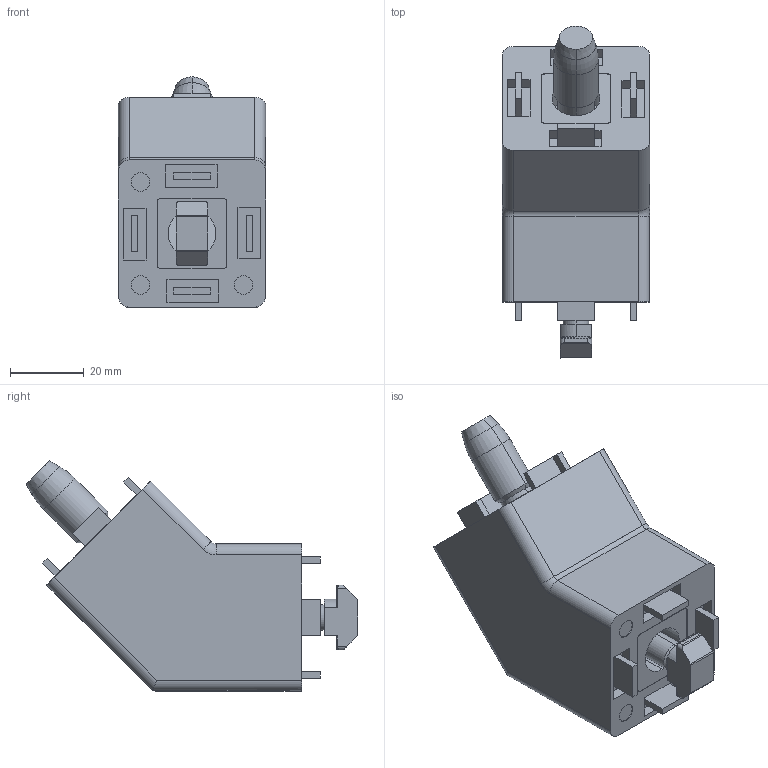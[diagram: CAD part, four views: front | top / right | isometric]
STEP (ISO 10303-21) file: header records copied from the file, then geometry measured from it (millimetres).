
FILE_DESCRIPTION(('STEP AP214'),'1');
FILE_NAME('cctmp_80EE6CBF-BD0B-4DE5-9309-325BE1A4D9C5_2021_12_27_16_40_41_0343..stp','2021-12-27T15:40:41',('Bosch Rexroth AG'),('CADClick - www.CADClick.com'),'Spatial InterOp 3D',' ','unknown authorization - (Healing Option Enabled)');
FILE_SCHEMA(('AUTOMOTIVE_DESIGN'));
Length unit declared in the file: millimetre
Products named in the file (1): 1
Bounding box: 40 x 90.18 x 62.57 mm (x, y, z)
Volume: 48170.9 mm3; surface area: 30681.6 mm2
Topology: 2 solids, 2 shells, 436 faces, 1221 edges, 805 vertices
Faces by surface type: plane 325, cylinder 91, cone 12, torus 8
Entity records: 19163 total; most frequent: CARTESIAN_POINT 4240, ORIENTED_EDGE 2438, DIRECTION 2279, EDGE_CURVE 1219, LINE 903, VECTOR 903, VERTEX_POINT 805, AXIS2_PLACEMENT_3D 688
